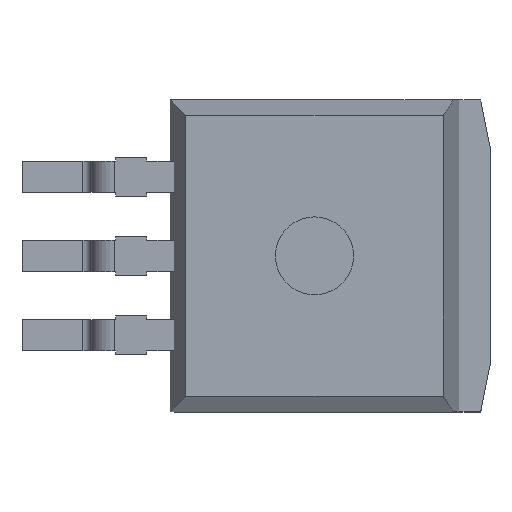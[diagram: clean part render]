
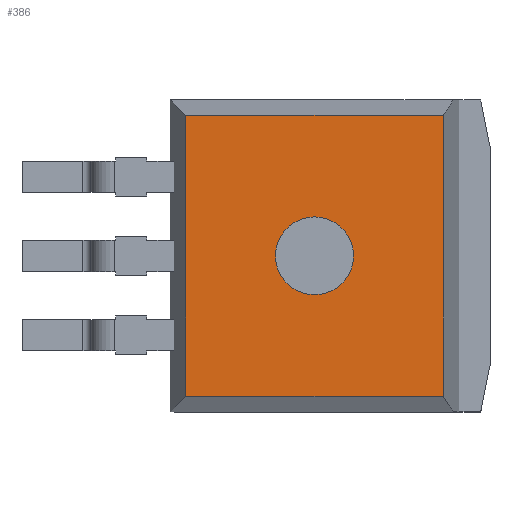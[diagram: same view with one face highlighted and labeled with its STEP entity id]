
A CAD part, top view. The second image highlights one B-rep face of the part: STEP entity #386.
In plain terms, the highlighted planar face has unit normal (0, 0, 1).
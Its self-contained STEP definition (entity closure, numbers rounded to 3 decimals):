
#12=DIRECTION('',(0.,0.,1.));
#33=VECTOR('',#34,1.);
#34=DIRECTION('',(0.,-1.,0.));
#46=DIRECTION('',(1.,0.,0.));
#64=VECTOR('',#65,1.);
#65=DIRECTION('',(-1.,0.,0.));
#109=DIRECTION('',(0.,1.,0.));
#113=ORIENTED_EDGE('',*,*,#114,.T.);
#114=EDGE_CURVE('',#115,#117,#119,.T.);
#115=VERTEX_POINT('',#116);
#116=CARTESIAN_POINT('',(-2.25,4.5,4.42));
#117=VERTEX_POINT('',#118);
#118=CARTESIAN_POINT('',(-2.25,-4.5,4.42));
#119=LINE('',#120,#33);
#120=CARTESIAN_POINT('',(-2.25,5.,4.42));
#241=VECTOR('',#46,1.);
#270=VERTEX_POINT('',#271);
#271=CARTESIAN_POINT('',(6.,4.5,4.42));
#276=ORIENTED_EDGE('',*,*,#277,.T.);
#277=EDGE_CURVE('',#270,#115,#278,.T.);
#278=LINE('',#271,#64);
#296=VECTOR('',#109,1.);
#325=EDGE_CURVE('',#326,#270,#328,.T.);
#326=VERTEX_POINT('',#327);
#327=CARTESIAN_POINT('',(6.,-4.5,4.42));
#328=LINE('',#329,#296);
#329=CARTESIAN_POINT('',(6.,-5.,4.42));
#386=ADVANCED_FACE('',(#387,#393),#403,.T.);
#387=FACE_BOUND('',#388,.T.);
#388=EDGE_LOOP('',(#113,#389,#392,#276));
#389=ORIENTED_EDGE('',*,*,#390,.T.);
#390=EDGE_CURVE('',#117,#326,#391,.T.);
#391=LINE('',#118,#241);
#392=ORIENTED_EDGE('',*,*,#325,.T.);
#393=FACE_BOUND('',#394,.T.);
#394=EDGE_LOOP('',(#395));
#395=ORIENTED_EDGE('',*,*,#396,.T.);
#396=EDGE_CURVE('',#397,#397,#399,.T.);
#397=VERTEX_POINT('',#398);
#398=CARTESIAN_POINT('',(0.625,0.,4.42));
#399=CIRCLE('',#400,1.25);
#400=AXIS2_PLACEMENT_3D('',#401,#402,#65);
#401=CARTESIAN_POINT('',(1.875,0.,4.42));
#402=DIRECTION('',(0.,0.,-1.));
#403=PLANE('',#404);
#404=AXIS2_PLACEMENT_3D('',#405,#12,#46);
#405=CARTESIAN_POINT('',(1.875,0.,4.42));
